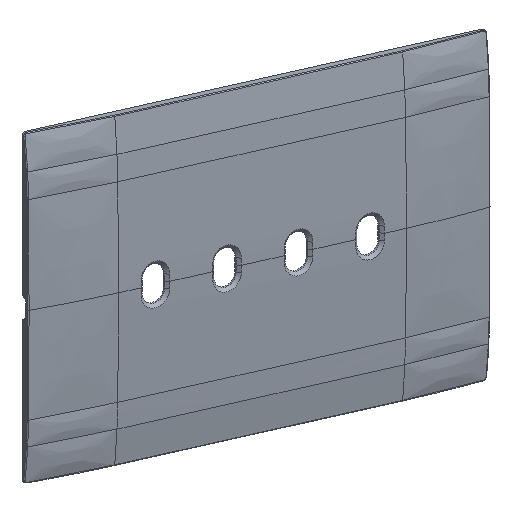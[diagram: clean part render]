
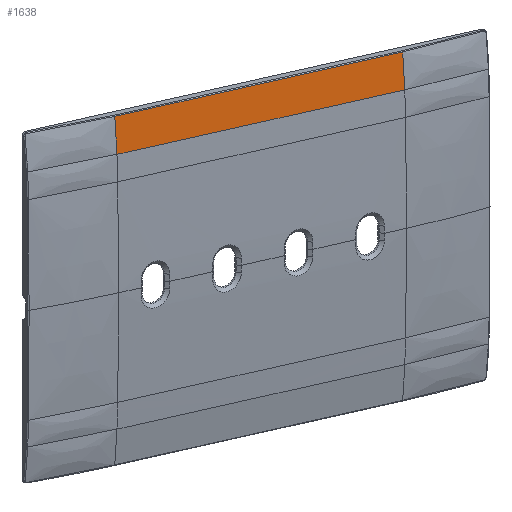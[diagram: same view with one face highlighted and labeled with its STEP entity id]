
A CAD part, top view. The second image highlights one B-rep face of the part: STEP entity #1638.
In plain terms, the highlighted cylindrical face has radius 100.024 mm (diameter 200.048 mm), a partial arc.
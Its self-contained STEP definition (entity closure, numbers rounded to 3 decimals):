
#960=CARTESIAN_POINT('Line Origine',(22.625,38.377,3.58)) ;
#964=CARTESIAN_POINT('Vertex',(0.,38.377,3.58)) ;
#966=CARTESIAN_POINT('Vertex',(45.25,38.377,3.58)) ;
#969=CARTESIAN_POINT('Line Origine',(22.625,38.377,3.58)) ;
#973=CARTESIAN_POINT('Vertex',(-45.25,38.377,3.58)) ;
#1605=CARTESIAN_POINT('Axis2P3D Location',(22.625,33.584,-96.329)) ;
#1611=CARTESIAN_POINT('Control Point',(45.25,48.666,2.551)) ;
#1612=CARTESIAN_POINT('Control Point',(45.25,45.257,3.071)) ;
#1613=CARTESIAN_POINT('Control Point',(45.25,41.821,3.415)) ;
#1614=CARTESIAN_POINT('Control Point',(45.25,38.377,3.58)) ;
#1615=CARTESIAN_POINT('Vertex',(45.25,48.666,2.551)) ;
#1618=CARTESIAN_POINT('Line Origine',(22.625,48.666,2.551)) ;
#1622=CARTESIAN_POINT('Vertex',(-45.25,48.666,2.551)) ;
#1626=CARTESIAN_POINT('Control Point',(-45.25,48.666,2.551)) ;
#1627=CARTESIAN_POINT('Control Point',(-45.25,45.257,3.071)) ;
#1628=CARTESIAN_POINT('Control Point',(-45.25,41.821,3.415)) ;
#1629=CARTESIAN_POINT('Control Point',(-45.25,38.377,3.58)) ;
#961=DIRECTION('Vector Direction',(1.,0.,0.)) ;
#970=DIRECTION('Vector Direction',(1.,0.,0.)) ;
#1606=DIRECTION('Axis2P3D Direction',(1.,0.,0.)) ;
#1607=DIRECTION('Axis2P3D XDirection',(0.,0.154,0.988)) ;
#1619=DIRECTION('Vector Direction',(1.,0.,0.)) ;
#1608=AXIS2_PLACEMENT_3D('Cylinder Axis2P3D',#1605,#1606,#1607) ;
#1632=ORIENTED_EDGE('',*,*,#968,.T.) ;
#1633=ORIENTED_EDGE('',*,*,#1617,.F.) ;
#1634=ORIENTED_EDGE('',*,*,#1624,.F.) ;
#1635=ORIENTED_EDGE('',*,*,#1630,.T.) ;
#1636=ORIENTED_EDGE('',*,*,#975,.F.) ;
#962=VECTOR('Line Direction',#961,1.) ;
#971=VECTOR('Line Direction',#970,1.) ;
#1620=VECTOR('Line Direction',#1619,1.) ;
#1638=ADVANCED_FACE('PartBody',(#1637),#1609,.T.) ;
#1610=B_SPLINE_CURVE_WITH_KNOTS('',3,(#1611,#1612,#1613,#1614),.UNSPECIFIED.,.F.,.U.,(4,4),(-5.004,5.341),.UNSPECIFIED.) ;
#1625=B_SPLINE_CURVE_WITH_KNOTS('',3,(#1626,#1627,#1628,#1629),.UNSPECIFIED.,.F.,.U.,(4,4),(-5.004,5.341),.UNSPECIFIED.) ;
#1609=CYLINDRICAL_SURFACE('generated cylinder',#1608,100.024) ;
#968=EDGE_CURVE('',#965,#967,#963,.T.) ;
#975=EDGE_CURVE('',#965,#974,#972,.F.) ;
#1617=EDGE_CURVE('',#1616,#967,#1610,.T.) ;
#1624=EDGE_CURVE('',#1623,#1616,#1621,.T.) ;
#1630=EDGE_CURVE('',#1623,#974,#1625,.T.) ;
#1631=EDGE_LOOP('',(#1632,#1633,#1634,#1635,#1636)) ;
#1637=FACE_OUTER_BOUND('',#1631,.T.) ;
#963=LINE('Line',#960,#962) ;
#972=LINE('Line',#969,#971) ;
#1621=LINE('Line',#1618,#1620) ;
#965=VERTEX_POINT('',#964) ;
#967=VERTEX_POINT('',#966) ;
#974=VERTEX_POINT('',#973) ;
#1616=VERTEX_POINT('',#1615) ;
#1623=VERTEX_POINT('',#1622) ;
